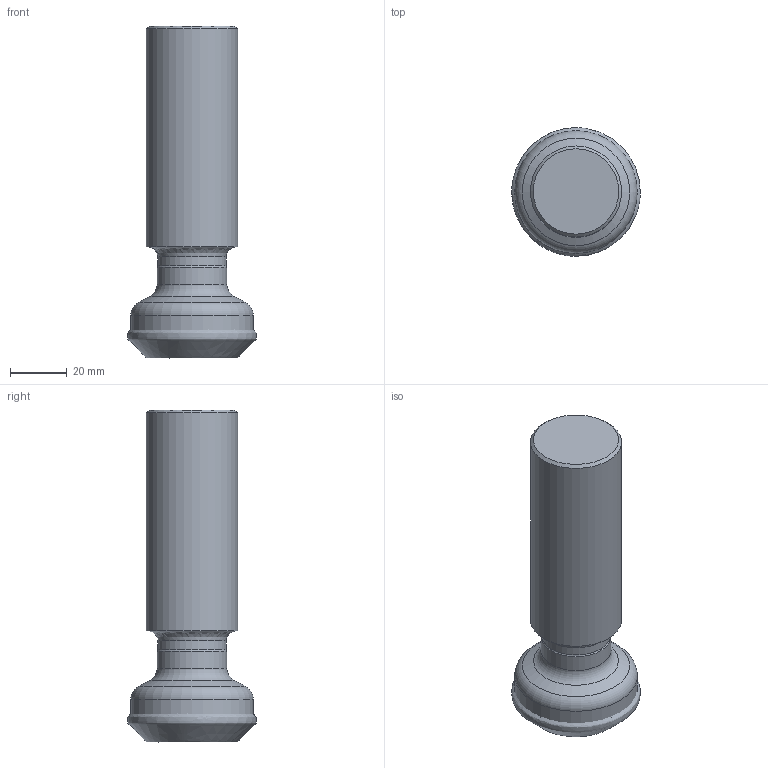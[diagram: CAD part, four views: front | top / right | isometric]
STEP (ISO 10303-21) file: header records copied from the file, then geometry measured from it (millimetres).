
FILE_DESCRIPTION(/* description */ (''),/* implementation_level */ '2;1');
FILE_NAME(/* name */ 'toolassembly_1.stp',/* time_stamp */ '2019-05-02T16:38:41+02:00',/* author */ (''),/* organization */ ('SMS'),/* preprocessor_version */ 'ST-DEVELOPER v15',/* originating_system */ 'SIEMENS PLM Software NX 8.5',/* authorisation */ '');
FILE_SCHEMA (('AUTOMOTIVE_DESIGN { 1 0 10303 214 3 1 1 1 }'));
Length unit declared in the file: millimetre
Products named in the file (4): CUT_20190502163541; NOCUT_20190502163516; ASSEMBLY_CONSTRUCTION; TOOLASSEMBLY_1
Assembly tree (3 placements, depth 2):
  TOOLASSEMBLY_1
    ASSEMBLY_CONSTRUCTION
    NOCUT_20190502163516
    CUT_20190502163541
Bounding box: 45.14 x 45.14 x 116.52 mm (x, y, z)
Volume: 109385.3 mm3; surface area: 18652.5 mm2
Topology: 2 solids, 2 shells, 26 faces, 56 edges, 43 vertices
Faces by surface type: torus 9, cone 7, plane 4, cylinder 4, bspline 1, revolution 1
Full cylindrical faces by diameter (mm): 24 x1, 24.5 x1, 31.98 x1, 43 x1
Entity records: 6124 total; most frequent: CARTESIAN_POINT 5494, DIRECTION 123, AXIS2_PLACEMENT_3D 61, EDGE_LOOP 48, ORIENTED_EDGE 48, FACE_BOUND 47, ADVANCED_FACE 26, VERTEX_POINT 25
